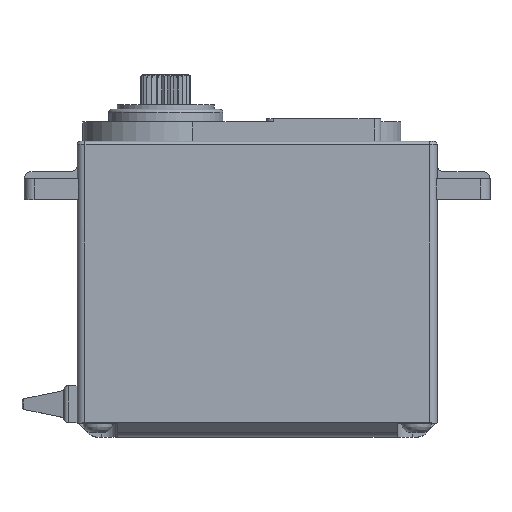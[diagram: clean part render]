
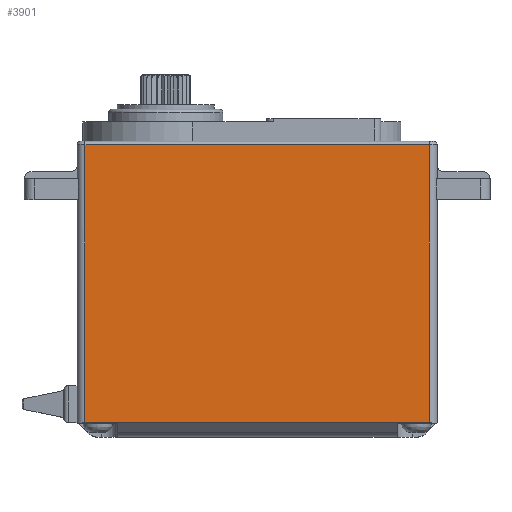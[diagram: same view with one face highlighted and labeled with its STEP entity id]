
A CAD part, top view. The second image highlights one B-rep face of the part: STEP entity #3901.
In plain terms, the highlighted face is planar.
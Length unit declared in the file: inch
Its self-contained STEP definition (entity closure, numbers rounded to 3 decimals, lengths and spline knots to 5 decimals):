
#383=FACE_OUTER_BOUND($,#585,.T.);
#585=EDGE_LOOP($,(#2623,#2624,#2625,#2626));
#810=LINE($,#5670,#1211);
#814=LINE($,#5683,#1215);
#815=LINE($,#5685,#1216);
#816=LINE($,#5686,#1217);
#1211=VECTOR($,#4615,1.53);
#1215=VECTOR($,#4631,1.234);
#1216=VECTOR($,#4632,1.53);
#1217=VECTOR($,#4633,1.234);
#1622=VERTEX_POINT($,#5662);
#1624=VERTEX_POINT($,#5668);
#1627=VERTEX_POINT($,#5682);
#1628=VERTEX_POINT($,#5684);
#2006=EDGE_CURVE($,#1624,#1622,#810,.T.);
#2013=EDGE_CURVE($,#1627,#1624,#814,.T.);
#2014=EDGE_CURVE($,#1628,#1627,#815,.T.);
#2015=EDGE_CURVE($,#1622,#1628,#816,.T.);
#2623=ORIENTED_EDGE($,*,*,#2006,.F.);
#2624=ORIENTED_EDGE($,*,*,#2013,.F.);
#2625=ORIENTED_EDGE($,*,*,#2014,.F.);
#2626=ORIENTED_EDGE($,*,*,#2015,.F.);
#3535=PLANE($,#4150);
#3901=ADVANCED_FACE($,(#383),#3535,.T.);
#4150=AXIS2_PLACEMENT_3D($,#5681,#4629,#4630);
#4615=DIRECTION($,(1.,0.,0.));
#4629=DIRECTION('center_axis',(0.,0.,-1.));
#4630=DIRECTION('ref_axis',(-1.,0.,0.));
#4631=DIRECTION($,(0.,-1.,0.));
#4632=DIRECTION($,(-1.,0.,0.));
#4633=DIRECTION($,(0.,1.,0.));
#5662=CARTESIAN_POINT('',(0.765,0.015,-0.3875));
#5668=CARTESIAN_POINT('',(-0.765,0.015,-0.3875));
#5670=CARTESIAN_POINT($,(0.4,0.015,-0.3875));
#5681=CARTESIAN_POINT('Origin',(0.8,0.,-0.3875));
#5682=CARTESIAN_POINT('',(-0.765,1.249,-0.3875));
#5683=CARTESIAN_POINT($,(-0.765,0.,-0.3875));
#5684=CARTESIAN_POINT('',(0.765,1.249,-0.3875));
#5685=CARTESIAN_POINT($,(0.4,1.249,-0.3875));
#5686=CARTESIAN_POINT($,(0.765,0.,-0.3875));
